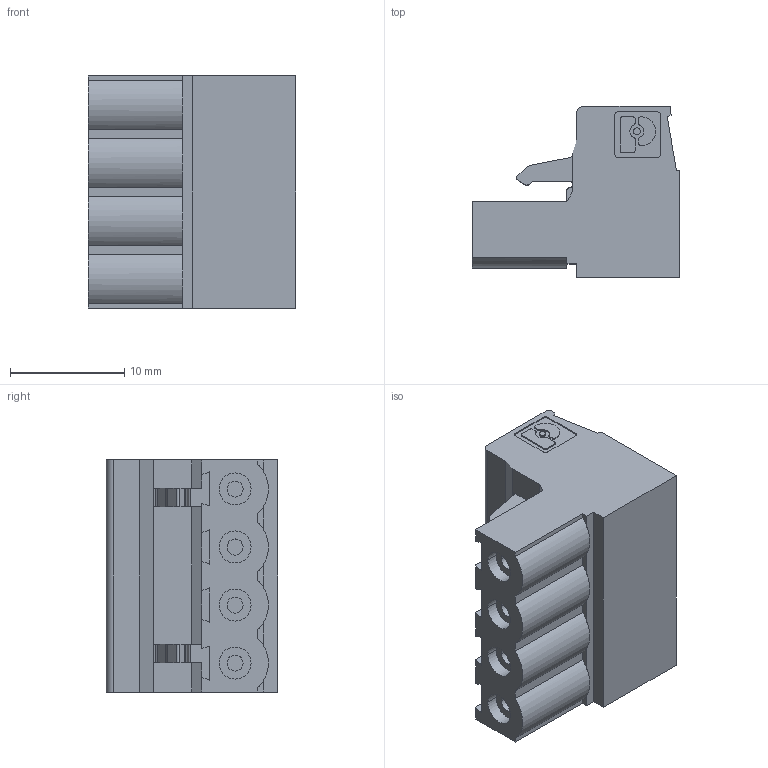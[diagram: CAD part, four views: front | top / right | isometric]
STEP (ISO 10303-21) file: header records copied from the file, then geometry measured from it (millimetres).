
FILE_DESCRIPTION(('Creo Elements/Direct Modeling STEP Export'),'2;1');
FILE_NAME('model.stp','2020-04-09T 5:48:42',(''),(''),'Creo Elements/Direct Modeling STEP processor for AP214 (Solid Model)','Creo Elements/Direct Modeling 20.1A 29-Sep-2018 (C) Parametric Technology GmbH','');
FILE_SCHEMA(('AUTOMOTIVE_DESIGN { 1 0 10303 214 1 1 1 1 }'));
Length unit declared in the file: millimetre
Products named in the file (2): PG145699
Assembly tree (1 placements, depth 2):
  PG145699
    PG145699
Bounding box: 18.2 x 15 x 20.32 mm (x, y, z)
Volume: 3297.2 mm3; surface area: 2387.8 mm2
Topology: 1 solids, 1 shells, 281 faces, 727 edges, 472 vertices
Faces by surface type: plane 200, cylinder 81
Entity records: 8703 total; most frequent: ORIENTED_EDGE 1454, CARTESIAN_POINT 1409, DIRECTION 1361, EDGE_CURVE 727, VECTOR 513, LINE 513, VERTEX_POINT 472, AXIS2_PLACEMENT_3D 424
